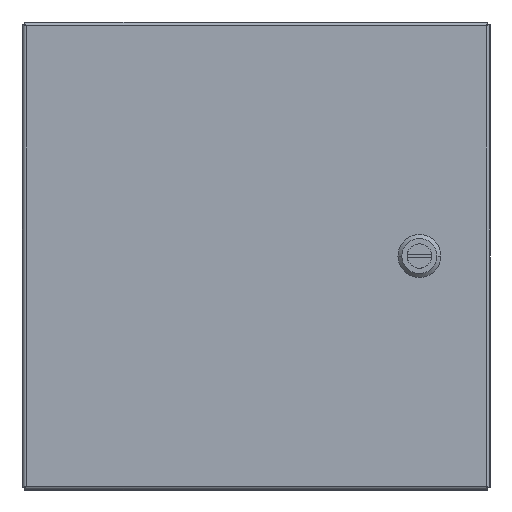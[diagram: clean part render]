
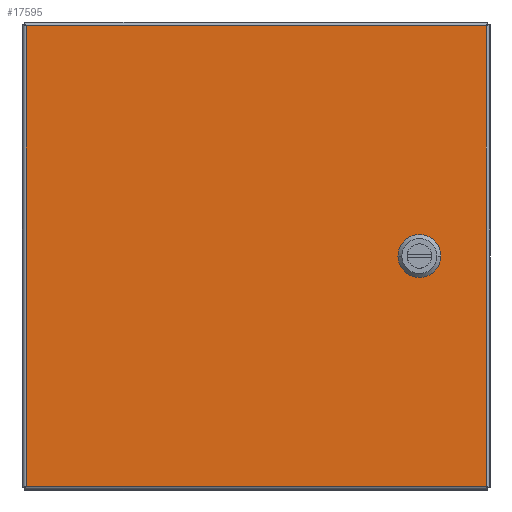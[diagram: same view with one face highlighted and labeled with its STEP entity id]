
A CAD part, front view. The second image highlights one B-rep face of the part: STEP entity #17595.
In plain terms, the highlighted planar face has unit normal (0, -1, 0).
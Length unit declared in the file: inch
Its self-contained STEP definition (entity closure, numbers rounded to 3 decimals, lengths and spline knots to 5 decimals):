
#133 = DIRECTION ( 'NONE',  ( 1., 0., 0. ) ) ;
#307 = DIRECTION ( 'NONE',  ( 0.707, 0., 0.707 ) ) ;
#365 = VECTOR ( 'NONE', #8907, 39.37008 ) ;
#422 = VERTEX_POINT ( 'NONE', #2647 ) ;
#1073 = VERTEX_POINT ( 'NONE', #3526 ) ;
#1109 = CARTESIAN_POINT ( 'NONE',  ( 5.901, -6.822, -5.899 ) ) ;
#1454 = CARTESIAN_POINT ( 'NONE',  ( -5.896, -6.822, -5.899 ) ) ;
#1675 = PLANE ( 'NONE',  #7865 ) ;
#1946 = CARTESIAN_POINT ( 'NONE',  ( 3.7955, -6.822, 0.2305 ) ) ;
#2608 = VECTOR ( 'NONE', #17705, 39.37008 ) ;
#2647 = CARTESIAN_POINT ( 'NONE',  ( 3.96, -6.822, -0.396 ) ) ;
#2880 = VERTEX_POINT ( 'NONE', #12995 ) ;
#3193 = DIRECTION ( 'NONE',  ( 0., 0., -1. ) ) ;
#3288 = VECTOR ( 'NONE', #7569, 39.37008 ) ;
#3339 = CARTESIAN_POINT ( 'NONE',  ( 3.96, -6.822, 0.395 ) ) ;
#3497 = LINE ( 'NONE', #10191, #4724 ) ;
#3526 = CARTESIAN_POINT ( 'NONE',  ( -5.896, -6.822, 5.898 ) ) ;
#3657 = ORIENTED_EDGE ( 'NONE', *, *, #4176, .T. ) ;
#3990 = VECTOR ( 'NONE', #5451, 39.37008 ) ;
#4141 = VECTOR ( 'NONE', #7110, 39.37008 ) ;
#4176 = EDGE_CURVE ( 'NONE', #5182, #19628, #13940, .T. ) ;
#4205 = EDGE_CURVE ( 'NONE', #2880, #16744, #20874, .T. ) ;
#4724 = VECTOR ( 'NONE', #133, 39.37008 ) ;
#5058 = EDGE_CURVE ( 'NONE', #6887, #15805, #5318, .T. ) ;
#5182 = VERTEX_POINT ( 'NONE', #1109 ) ;
#5318 = LINE ( 'NONE', #13550, #365 ) ;
#5427 = CARTESIAN_POINT ( 'NONE',  ( 3.7955, -6.822, -0.2315 ) ) ;
#5451 = DIRECTION ( 'NONE',  ( 0., 0., -1. ) ) ;
#5482 = EDGE_CURVE ( 'NONE', #13853, #17239, #15146, .T. ) ;
#5844 = CARTESIAN_POINT ( 'NONE',  ( 4.422, -6.822, -0.396 ) ) ;
#5943 = DIRECTION ( 'NONE',  ( 0., 0., -1. ) ) ;
#6316 = CARTESIAN_POINT ( 'NONE',  ( -5.896, -6.822, -5.899 ) ) ;
#6832 = CARTESIAN_POINT ( 'NONE',  ( 4.422, -6.822, 0.395 ) ) ;
#6867 = EDGE_CURVE ( 'NONE', #15805, #2880, #10294, .T. ) ;
#6887 = VERTEX_POINT ( 'NONE', #8333 ) ;
#7110 = DIRECTION ( 'NONE',  ( -1., 0., 0. ) ) ;
#7488 = VECTOR ( 'NONE', #307, 39.37008 ) ;
#7555 = CARTESIAN_POINT ( 'NONE',  ( 3.96, -6.822, -0.396 ) ) ;
#7569 = DIRECTION ( 'NONE',  ( -0.707, 0., 0.707 ) ) ;
#7598 = CARTESIAN_POINT ( 'NONE',  ( 4.5865, -6.822, -0.2315 ) ) ;
#7865 = AXIS2_PLACEMENT_3D ( 'NONE', #6316, #21257, #3193 ) ;
#7996 = CARTESIAN_POINT ( 'NONE',  ( 4.5865, -6.822, -0.2315 ) ) ;
#8062 = FACE_BOUND ( 'NONE', #8486, .T. ) ;
#8191 = EDGE_CURVE ( 'NONE', #422, #13853, #11024, .T. ) ;
#8333 = CARTESIAN_POINT ( 'NONE',  ( 3.96, -6.822, 0.395 ) ) ;
#8418 = EDGE_CURVE ( 'NONE', #19628, #1073, #9708, .T. ) ;
#8486 = EDGE_LOOP ( 'NONE', ( #9146, #20778, #18936, #9057, #15659, #14464, #13000, #10587 ) ) ;
#8787 = VECTOR ( 'NONE', #20031, 39.37008 ) ;
#8907 = DIRECTION ( 'NONE',  ( 1., 0., 0. ) ) ;
#9032 = EDGE_CURVE ( 'NONE', #1073, #9977, #13250, .T. ) ;
#9057 = ORIENTED_EDGE ( 'NONE', *, *, #6867, .T. ) ;
#9146 = ORIENTED_EDGE ( 'NONE', *, *, #5482, .T. ) ;
#9708 = LINE ( 'NONE', #13269, #2608 ) ;
#9757 = CARTESIAN_POINT ( 'NONE',  ( 3.7955, -6.822, 0.2305 ) ) ;
#9977 = VERTEX_POINT ( 'NONE', #1454 ) ;
#10191 = CARTESIAN_POINT ( 'NONE',  ( -5.896, -6.822, -5.899 ) ) ;
#10294 = LINE ( 'NONE', #6832, #8787 ) ;
#10587 = ORIENTED_EDGE ( 'NONE', *, *, #8191, .T. ) ;
#10806 = EDGE_CURVE ( 'NONE', #9977, #5182, #3497, .T. ) ;
#11024 = LINE ( 'NONE', #15979, #3288 ) ;
#11560 = LINE ( 'NONE', #3339, #7488 ) ;
#11568 = ORIENTED_EDGE ( 'NONE', *, *, #8418, .T. ) ;
#11683 = VECTOR ( 'NONE', #19060, 39.37008 ) ;
#12995 = CARTESIAN_POINT ( 'NONE',  ( 4.5865, -6.822, 0.2305 ) ) ;
#13000 = ORIENTED_EDGE ( 'NONE', *, *, #20552, .T. ) ;
#13250 = LINE ( 'NONE', #19956, #3990 ) ;
#13265 = VERTEX_POINT ( 'NONE', #5844 ) ;
#13269 = CARTESIAN_POINT ( 'NONE',  ( -5.896, -6.822, 5.898 ) ) ;
#13550 = CARTESIAN_POINT ( 'NONE',  ( 4.422, -6.822, 0.395 ) ) ;
#13853 = VERTEX_POINT ( 'NONE', #5427 ) ;
#13940 = LINE ( 'NONE', #15244, #21420 ) ;
#14464 = ORIENTED_EDGE ( 'NONE', *, *, #18116, .T. ) ;
#14477 = VECTOR ( 'NONE', #5943, 39.37008 ) ;
#15146 = LINE ( 'NONE', #1946, #16239 ) ;
#15244 = CARTESIAN_POINT ( 'NONE',  ( 5.901, -6.822, -5.899 ) ) ;
#15659 = ORIENTED_EDGE ( 'NONE', *, *, #4205, .T. ) ;
#15805 = VERTEX_POINT ( 'NONE', #19756 ) ;
#15810 = LINE ( 'NONE', #7598, #11683 ) ;
#15979 = CARTESIAN_POINT ( 'NONE',  ( 3.7955, -6.822, -0.2315 ) ) ;
#16239 = VECTOR ( 'NONE', #16875, 39.37008 ) ;
#16276 = FACE_OUTER_BOUND ( 'NONE', #16710, .T. ) ;
#16490 = ORIENTED_EDGE ( 'NONE', *, *, #10806, .T. ) ;
#16509 = EDGE_CURVE ( 'NONE', #17239, #6887, #11560, .T. ) ;
#16710 = EDGE_LOOP ( 'NONE', ( #3657, #11568, #19635, #16490 ) ) ;
#16744 = VERTEX_POINT ( 'NONE', #17124 ) ;
#16875 = DIRECTION ( 'NONE',  ( 0., 0., 1. ) ) ;
#16974 = DIRECTION ( 'NONE',  ( 0., 0., 1. ) ) ;
#17124 = CARTESIAN_POINT ( 'NONE',  ( 4.5865, -6.822, -0.2315 ) ) ;
#17239 = VERTEX_POINT ( 'NONE', #9757 ) ;
#17595 = ADVANCED_FACE ( 'NONE', ( #16276, #8062 ), #1675, .T. ) ;
#17705 = DIRECTION ( 'NONE',  ( -1., 0., 0. ) ) ;
#18116 = EDGE_CURVE ( 'NONE', #16744, #13265, #15810, .T. ) ;
#18936 = ORIENTED_EDGE ( 'NONE', *, *, #5058, .T. ) ;
#19060 = DIRECTION ( 'NONE',  ( -0.707, 0., -0.707 ) ) ;
#19628 = VERTEX_POINT ( 'NONE', #20535 ) ;
#19635 = ORIENTED_EDGE ( 'NONE', *, *, #9032, .T. ) ;
#19756 = CARTESIAN_POINT ( 'NONE',  ( 4.422, -6.822, 0.395 ) ) ;
#19956 = CARTESIAN_POINT ( 'NONE',  ( -5.896, -6.822, -5.899 ) ) ;
#20031 = DIRECTION ( 'NONE',  ( 0.707, 0., -0.707 ) ) ;
#20519 = LINE ( 'NONE', #7555, #4141 ) ;
#20535 = CARTESIAN_POINT ( 'NONE',  ( 5.901, -6.822, 5.898 ) ) ;
#20552 = EDGE_CURVE ( 'NONE', #13265, #422, #20519, .T. ) ;
#20778 = ORIENTED_EDGE ( 'NONE', *, *, #16509, .T. ) ;
#20874 = LINE ( 'NONE', #7996, #14477 ) ;
#21257 = DIRECTION ( 'NONE',  ( 0., -1., 0. ) ) ;
#21420 = VECTOR ( 'NONE', #16974, 39.37008 ) ;
